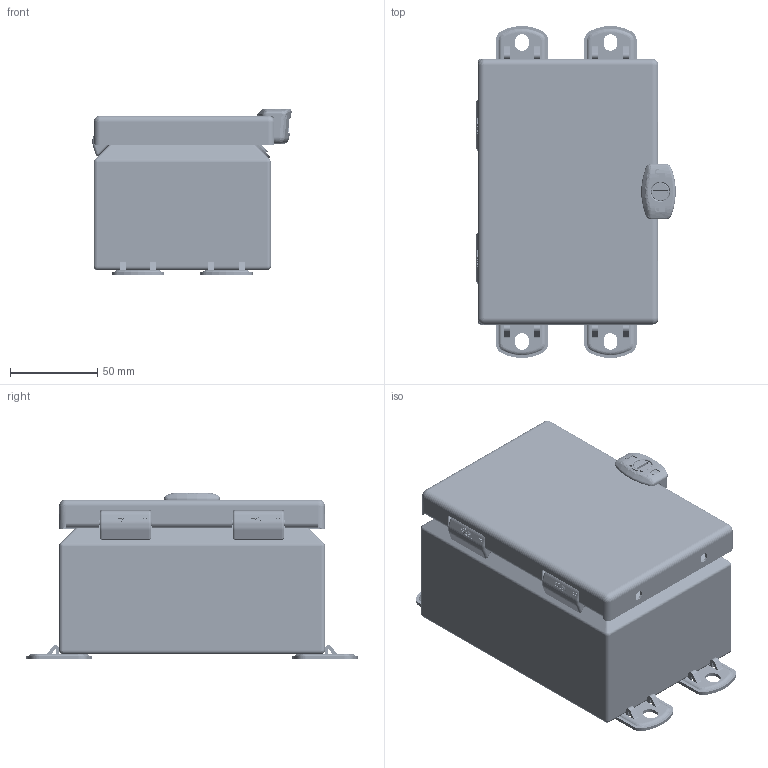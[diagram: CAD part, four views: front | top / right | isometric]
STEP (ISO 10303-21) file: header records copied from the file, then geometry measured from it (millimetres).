
FILE_DESCRIPTION(/* description */ ('5412EALCH 6" x 4" x 3" Assembly'),/* implementation_level */ '2;1');
FILE_NAME(/* name */ '5412EALCH060403.stp',/* time_stamp */ '2022-03-31T22:53:27-04:00',/* author */ ('BoxCad'),/* organization */ (''),/* preprocessor_version */ 'ST-DEVELOPER v18.1',/* originating_system */ 'Autodesk Inventor 2020',/* authorisation */ '');
FILE_SCHEMA (('AUTOMOTIVE_DESIGN { 1 0 10303 214 3 1 1 }'));
Products named in the file (36): 5412EALCH060403; 5412EALCH060403B; 5412EALCH060403B-P; STK-A-70469-1; STK-Q-70469-P; STK-Q-70469-S; STK-Q-70469-O; STK-Q-08100-1; STK-S-00100; RIVET_NUT_SS_M6_FH_CE; STK-PEM-FHS-M6-20; 880SP0604G; 880SP0604G-P; STK-Q-07200; 5412EALCH060403AK; 5412EALCH060403MF_AK; 885ESSCHMF-FEET; STK-Q-03075; 5412EALCH060403C; 5412EALCH060403C-P; 5412EALCH060403G; STK-A-33038-1; STK-A-33038-2; STK-Q-33038-B; STK-Q-33038-S; STK-Q-33038-G; STK-P-02400S; STK-A-880SCQ2MS-1; STK-Q-79960-A; STK-Q-79960-B; STK-Q-70720; STANDOFF_AL_M6 x 10mm; STK-Q-08100-3; STK-Q-08100-4; STK-Q-08100-A; STK-Q-08100-B
Assembly tree (63 placements, depth 4):
  5412EALCH060403
    5412EALCH060403B
      5412EALCH060403B-P
      STK-P-02400S
      STANDOFF_AL_M6 x 10mm
      STK-A-70469-1
        STK-Q-70469-P
        STK-Q-70469-S
        STK-Q-70469-O
      STK-Q-08100-1
        STK-Q-08100-A
        STK-Q-08100-B
      STK-S-00100
      RIVET_NUT_SS_M6_FH_CE  x4
      STK-PEM-FHS-M6-20  x4
    STK-Q-07200  x8
    880SP0604G
      880SP0604G-P
    5412EALCH060403AK
    5412EALCH060403MF_AK
      885ESSCHMF-FEET  x4
      STK-Q-03075  x4
    5412EALCH060403C
      5412EALCH060403C-P
      5412EALCH060403G
      STK-A-33038-1
        STK-Q-33038-B
        STK-Q-33038-S
        STK-Q-33038-G
      STK-A-33038-2
        STK-Q-33038-B
        STK-Q-33038-S
        STK-Q-33038-G
      STK-P-02400S
      STK-A-880SCQ2MS-1
        STK-Q-79960-A
        STK-Q-79960-B
        STK-Q-70720
      STANDOFF_AL_M6 x 10mm
    STK-Q-08100-3
      STK-Q-08100-A
      STK-Q-08100-B
    STK-Q-08100-4
      STK-Q-08100-A
      STK-Q-08100-B
Bounding box: 114.27 x 190.4 x 95.5 mm (x, y, z)
Volume: 173160.3 mm3; surface area: 243179.9 mm2
Topology: 51 solids, 51 shells, 6818 faces, 17634 edges, 10877 vertices
Faces by surface type: plane 2990, cylinder 1592, bspline 1478, torus 436, cone 163, sphere 159
Full cylindrical faces by diameter (mm): 0.762 x2, 0.9 x2, 3 x2, 3.175 x2, 3.25 x2, 4.2 x3, 4.4 x9, 4.45 x2, 4.9 x23, 5 x8, 5.01 x32, 5.1 x10, 5.9 x56, 5.994 x4, 6 x10, 6.1 x2, 7.62 x3, 8.128 x4, 8.382 x1, 8.6 x1, 10 x2, 10.465 x1, 10.7 x1, 12.7 x4
Entity records: 123832 total; most frequent: CARTESIAN_POINT 44325, ORIENTED_EDGE 17256, DIRECTION 14678, EDGE_CURVE 8628, VERTEX_POINT 5365, AXIS2_PLACEMENT_3D 4990, LINE 4698, VECTOR 4698
